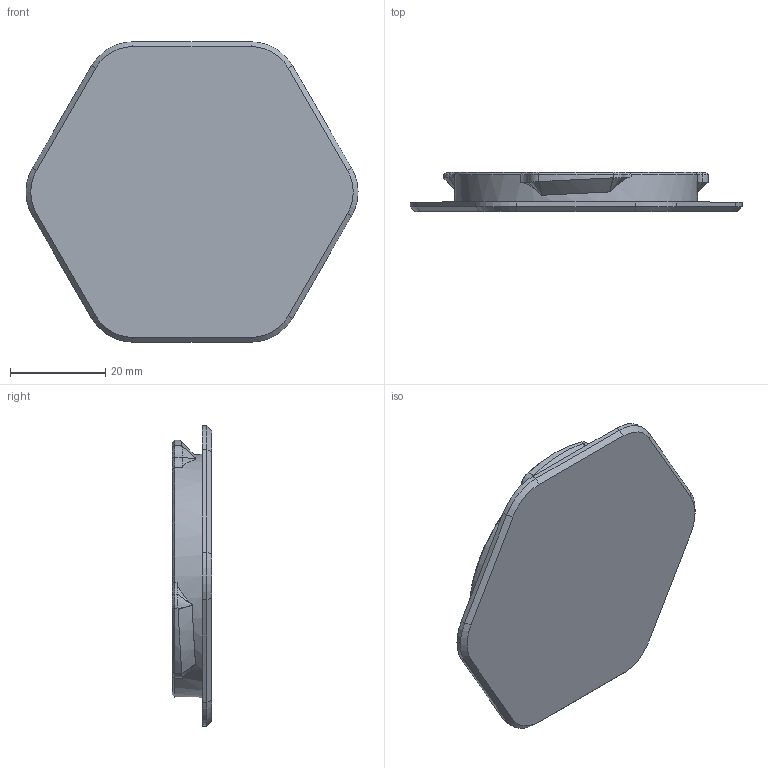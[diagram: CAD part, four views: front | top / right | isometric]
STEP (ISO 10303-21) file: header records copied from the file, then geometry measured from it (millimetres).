
FILE_DESCRIPTION(/* description */ ('','CAx-IF Rec.Pracs.---Representation and Presentation of Product Manufacturing Information (PMI)---4.0---2014-10-13'),/* implementation_level */ '2;1');
FILE_NAME(/* name */ 'Fume Extraction Cover.step',/* time_stamp */ '2025-03-24T13:59:40-07:00',/* author */ (''),/* organization */ (''),/* preprocessor_version */ 'ST-DEVELOPER v20',/* originating_system */ 'Autodesk Translation Framework v13.20.0.188',/* authorisation */ '');
FILE_SCHEMA (('AP242_MANAGED_MODEL_BASED_3D_ENGINEERING_MIM_LF { 1 0 10303 442 1 1 4 }'));
Length unit declared in the file: millimetre
Products named in the file (1): Fume Extraction Adapter
Bounding box: 69.65 x 8.25 x 63 mm (x, y, z)
Volume: 10879.3 mm3; surface area: 8964.3 mm2
Topology: 1 solids, 1 shells, 95 faces, 231 edges, 140 vertices
Faces by surface type: bspline 27, cone 26, cylinder 23, plane 19
Full cylindrical faces by diameter (mm): 47 x1, 51 x1
Entity records: 3265 total; most frequent: CARTESIAN_POINT 1166, ORIENTED_EDGE 462, DIRECTION 374, EDGE_CURVE 231, VERTEX_POINT 140, AXIS2_PLACEMENT_3D 134, LINE 106, VECTOR 106
